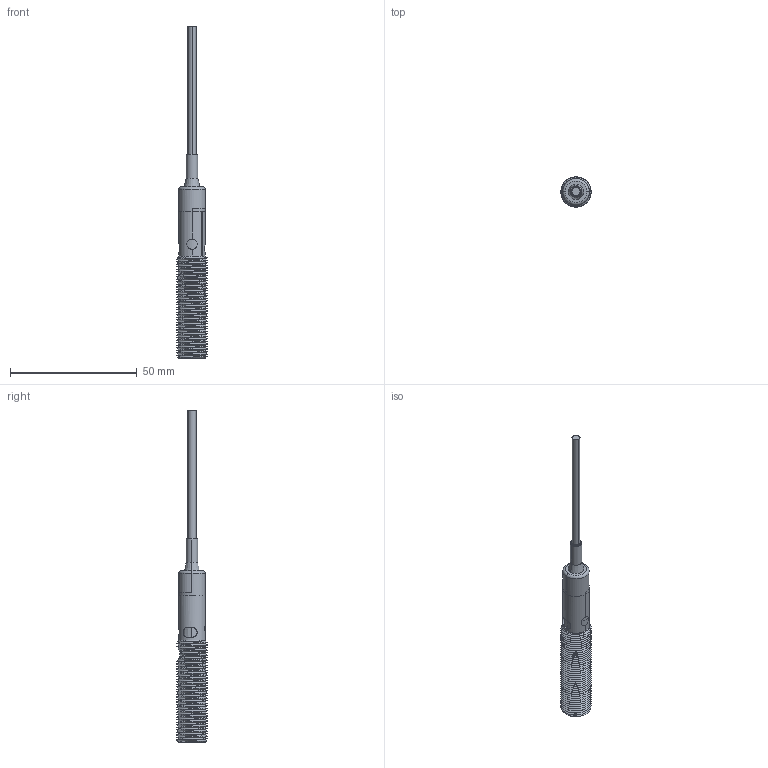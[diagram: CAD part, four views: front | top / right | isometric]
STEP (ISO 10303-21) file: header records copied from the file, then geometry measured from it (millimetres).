
FILE_DESCRIPTION((''),'2;1');
FILE_NAME('137695_SM01_ASM','2022-03-29T09:50:10',('PDMAdmin'),('BANNER ENGINEERING'),'CREO PARAMETRIC BY PTC INC, 2019292','CREO PARAMETRIC BY PTC INC, 2019292','');
FILE_SCHEMA(('CONFIG_CONTROL_DESIGN'));
Products named in the file (3): 137695_EP01; CABLE_125; 137695_SM01_ASM
Assembly tree (2 placements, depth 2):
  137695_SM01_ASM
    137695_EP01
    CABLE_125
Bounding box: 11.88 x 11.88 x 131 mm (x, y, z)
Volume: 7030 mm3; surface area: 5569.5 mm2
Topology: 3 solids, 3 shells, 254 faces, 717 edges, 469 vertices
Faces by surface type: cylinder 118, plane 62, bspline 46, cone 17, torus 7, sphere 4
Entity records: 28549 total; most frequent: CARTESIAN_POINT 22653, ORIENTED_EDGE 1434, DIRECTION 879, EDGE_CURVE 717, VERTEX_POINT 469, B_SPLINE_CURVE_WITH_KNOTS 386, AXIS2_PLACEMENT_3D 335, EDGE_LOOP 272
